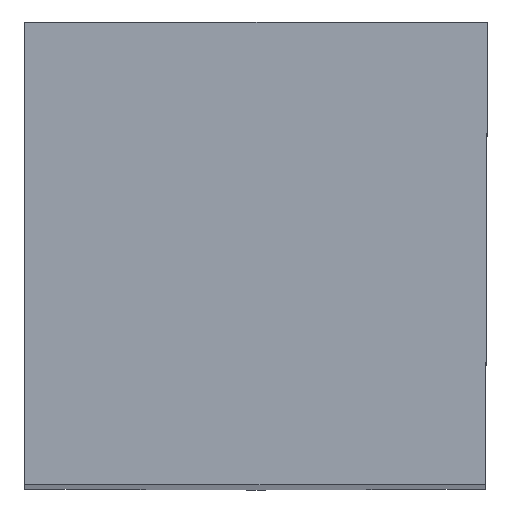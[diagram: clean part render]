
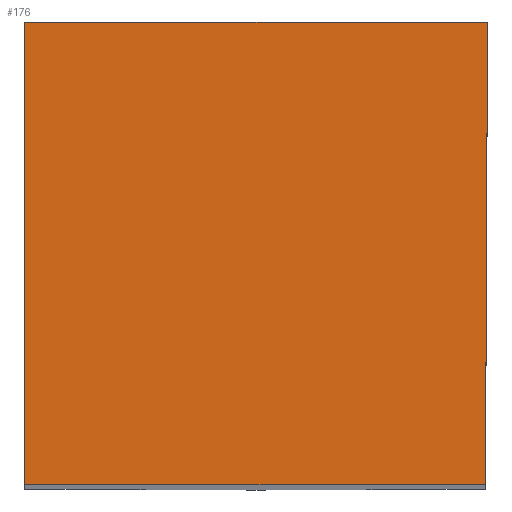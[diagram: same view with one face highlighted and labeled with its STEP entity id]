
A CAD part, top view. The second image highlights one B-rep face of the part: STEP entity #176.
In plain terms, the highlighted planar face has unit normal (0, 0, 1).
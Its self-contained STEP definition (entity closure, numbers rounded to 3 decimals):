
#139=FACE_OUTER_BOUND('',#383,.T.);
#176=ADVANCED_FACE('BLANK_BOXF006',(#139),#204,.F.);
#204=PLANE('',#884);
#229=LINE('',#1266,#286);
#234=LINE('',#1276,#291);
#240=LINE('',#1289,#297);
#260=LINE('',#1365,#317);
#286=VECTOR('',#985,1.);
#291=VECTOR('',#992,1.);
#297=VECTOR('',#1000,1.);
#317=VECTOR('',#1066,1.);
#383=EDGE_LOOP('',(#537,#538,#539,#540));
#537=ORIENTED_EDGE('',*,*,#686,.F.);
#538=ORIENTED_EDGE('',*,*,#722,.F.);
#539=ORIENTED_EDGE('',*,*,#680,.F.);
#540=ORIENTED_EDGE('',*,*,#675,.F.);
#603=VERTEX_POINT('',#1265);
#604=VERTEX_POINT('',#1267);
#608=VERTEX_POINT('',#1277);
#613=VERTEX_POINT('',#1288);
#675=EDGE_CURVE('',#603,#604,#229,.T.);
#680=EDGE_CURVE('',#604,#608,#234,.T.);
#686=EDGE_CURVE('',#613,#603,#240,.T.);
#722=EDGE_CURVE('',#608,#613,#260,.T.);
#884=AXIS2_PLACEMENT_3D('',#1380,#1084,#1085);
#985=DIRECTION('',(1.,0.,0.));
#992=DIRECTION('',(-0.004,-1.,0.));
#1000=DIRECTION('',(0.,1.,0.));
#1066=DIRECTION('',(-1.,0.,0.));
#1084=DIRECTION('',(0.,0.,-1.));
#1085=DIRECTION('',(-1.,0.,0.));
#1265=CARTESIAN_POINT('',(-19.875,19.875,0.));
#1266=CARTESIAN_POINT('',(-142.35,19.875,0.));
#1267=CARTESIAN_POINT('',(0.,19.875,0.));
#1276=CARTESIAN_POINT('',(0.534,142.349,0.));
#1277=CARTESIAN_POINT('',(-0.087,0.,0.));
#1288=CARTESIAN_POINT('',(-19.875,0.,0.));
#1289=CARTESIAN_POINT('',(-19.875,-142.35,0.));
#1365=CARTESIAN_POINT('',(142.35,0.,0.));
#1380=CARTESIAN_POINT('',(-24.875,-5.,0.));
